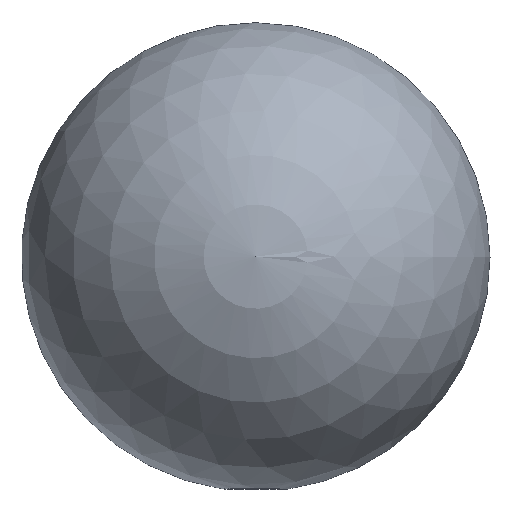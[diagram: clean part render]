
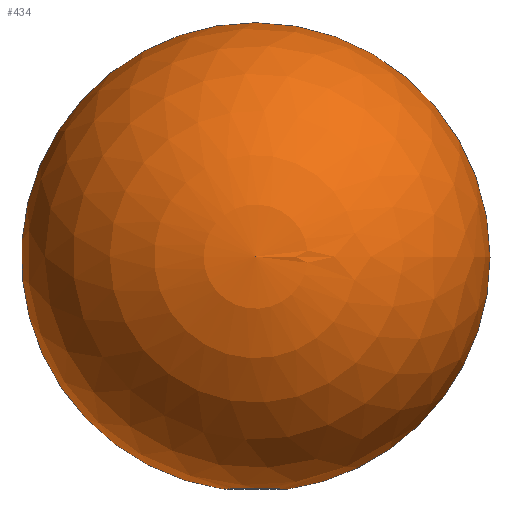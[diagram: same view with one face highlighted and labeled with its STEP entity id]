
A CAD part, top view. The second image highlights one B-rep face of the part: STEP entity #434.
In plain terms, the highlighted spherical face has radius 37.5 mm.
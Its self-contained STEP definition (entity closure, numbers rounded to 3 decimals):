
#51 = CIRCLE ( 'NONE', #165, 37.5 ) ;
#65 = CARTESIAN_POINT ( 'NONE',  ( -4.103, -37.093, 3.701 ) ) ;
#77 = CARTESIAN_POINT ( 'NONE',  ( -5.336, -37.112, 0.796 ) ) ;
#106 = CARTESIAN_POINT ( 'NONE',  ( -0.948, -37.088, 5.507 ) ) ;
#114 = EDGE_LOOP ( 'NONE', ( #1714, #1513, #293, #703, #138 ) ) ;
#138 = ORIENTED_EDGE ( 'NONE', *, *, #782, .T. ) ;
#165 = AXIS2_PLACEMENT_3D ( 'NONE', #1169, #1961, #981 ) ;
#186 = CARTESIAN_POINT ( 'NONE',  ( 1.791, -37.102, 5.19 ) ) ;
#213 = CARTESIAN_POINT ( 'NONE',  ( 4.537, -37.14, 2.532 ) ) ;
#284 = CARTESIAN_POINT ( 'NONE',  ( -3.536, -37.088, 4.267 ) ) ;
#293 = ORIENTED_EDGE ( 'NONE', *, *, #1883, .F. ) ;
#419 = CARTESIAN_POINT ( 'NONE',  ( -4.999, -37.104, 2.151 ) ) ;
#434 = ADVANCED_FACE ( 'NONE', ( #976 ), #2337, .T. ) ;
#578 = CARTESIAN_POINT ( 'NONE',  ( 0.517, -37.088, 5.517 ) ) ;
#585 = CARTESIAN_POINT ( 'NONE',  ( 4.664, -37.143, 2.235 ) ) ;
#639 = DIRECTION ( 'NONE',  ( -1., 0., 0. ) ) ;
#703 = ORIENTED_EDGE ( 'NONE', *, *, #716, .F. ) ;
#716 = EDGE_CURVE ( 'NONE', #2441, #1997, #1741, .T. ) ;
#728 = CARTESIAN_POINT ( 'NONE',  ( -3.536, -37.088, 4.267 ) ) ;
#754 = VERTEX_POINT ( 'NONE', #1196 ) ;
#775 = CARTESIAN_POINT ( 'NONE',  ( 4.863, -37.149, 1.619 ) ) ;
#782 = EDGE_CURVE ( 'NONE', #2441, #1899, #51, .T. ) ;
#790 = CARTESIAN_POINT ( 'NONE',  ( 5., -37.165, 0. ) ) ;
#844 = CARTESIAN_POINT ( 'NONE',  ( -5.182, -37.107, 1.58 ) ) ;
#846 = EDGE_CURVE ( 'NONE', #754, #1899, #865, .T. ) ;
#856 = CARTESIAN_POINT ( 'NONE',  ( -5.364, -37.114, 0.4 ) ) ;
#865 = CIRCLE ( 'NONE', #1772, 37.5 ) ;
#885 = CARTESIAN_POINT ( 'NONE',  ( -2.954, -37.088, 4.702 ) ) ;
#976 = FACE_OUTER_BOUND ( 'NONE', #114, .T. ) ;
#981 = DIRECTION ( 'NONE',  ( 1., 0., 0. ) ) ;
#995 = CARTESIAN_POINT ( 'NONE',  ( 3.398, -37.121, 4.103 ) ) ;
#1007 = CARTESIAN_POINT ( 'NONE',  ( 4.039, -37.13, 3.374 ) ) ;
#1010 = CARTESIAN_POINT ( 'NONE',  ( -3.836, -37.091, 3.998 ) ) ;
#1019 = CARTESIAN_POINT ( 'NONE',  ( 5.013, -37.159, 0.652 ) ) ;
#1025 = VERTEX_POINT ( 'NONE', #728 ) ;
#1151 = DIRECTION ( 'NONE',  ( 0., 0., -1. ) ) ;
#1169 = CARTESIAN_POINT ( 'NONE',  ( 0., 0., 0. ) ) ;
#1196 = CARTESIAN_POINT ( 'NONE',  ( -5.349, -37.117, 0. ) ) ;
#1209 = CARTESIAN_POINT ( 'NONE',  ( 2.898, -37.115, 4.524 ) ) ;
#1248 = EDGE_CURVE ( 'NONE', #1025, #754, #1864, .T. ) ;
#1250 = CARTESIAN_POINT ( 'NONE',  ( -4.571, -37.098, 3.048 ) ) ;
#1266 = CARTESIAN_POINT ( 'NONE',  ( -3.255, -37.088, 4.499 ) ) ;
#1370 = CARTESIAN_POINT ( 'NONE',  ( 1.163, -37.095, 5.413 ) ) ;
#1382 = CARTESIAN_POINT ( 'NONE',  ( 4.223, -37.133, 3.104 ) ) ;
#1401 = CARTESIAN_POINT ( 'NONE',  ( -3.536, -37.088, 4.267 ) ) ;
#1456 = DIRECTION ( 'NONE',  ( 0., 0., -1. ) ) ;
#1479 = CARTESIAN_POINT ( 'NONE',  ( -1.979, -37.088, 5.188 ) ) ;
#1513 = ORIENTED_EDGE ( 'NONE', *, *, #1248, .F. ) ;
#1566 = CARTESIAN_POINT ( 'NONE',  ( 5.022, -37.162, 0.327 ) ) ;
#1580 = CARTESIAN_POINT ( 'NONE',  ( 0.517, -37.088, 5.517 ) ) ;
#1625 = CARTESIAN_POINT ( 'NONE',  ( -4.766, -37.1, 2.699 ) ) ;
#1628 = B_SPLINE_CURVE_WITH_KNOTS ( 'NONE', 3,
 ( #2047, #1877, #106, #1479, #1634, #885, #1266, #284 ),
 .UNSPECIFIED., .F., .F.,
 ( 4, 2, 2, 4 ),
 ( 0., 0.002, 0.003, 0.004 ),
 .UNSPECIFIED. ) ;
#1634 = CARTESIAN_POINT ( 'NONE',  ( -2.314, -37.088, 5.048 ) ) ;
#1714 = ORIENTED_EDGE ( 'NONE', *, *, #846, .F. ) ;
#1741 = B_SPLINE_CURVE_WITH_KNOTS ( 'NONE', 3,
 ( #790, #1566, #1019, #2343, #775, #585, #213, #1382, #1007, #1782, #995, #1209, #2535, #186, #1370, #1580 ),
 .UNSPECIFIED., .F., .F.,
 ( 4, 2, 2, 2, 2, 2, 2, 4 ),
 ( 0., 0.001, 0.002, 0.003, 0.004, 0.005, 0.006, 0.008 ),
 .UNSPECIFIED. ) ;
#1761 = CARTESIAN_POINT ( 'NONE',  ( 0., 0., 0. ) ) ;
#1772 = AXIS2_PLACEMENT_3D ( 'NONE', #1819, #1456, #639 ) ;
#1782 = CARTESIAN_POINT ( 'NONE',  ( 3.628, -37.124, 3.872 ) ) ;
#1819 = CARTESIAN_POINT ( 'NONE',  ( 0., 0., 0. ) ) ;
#1864 = B_SPLINE_CURVE_WITH_KNOTS ( 'NONE', 3,
 ( #1401, #1010, #65, #1250, #1625, #419, #2020, #844, #2194, #77, #856, #2217 ),
 .UNSPECIFIED., .F., .F.,
 ( 4, 2, 2, 2, 2, 4 ),
 ( 0., 0.001, 0.002, 0.003, 0.004, 0.005 ),
 .UNSPECIFIED. ) ;
#1877 = CARTESIAN_POINT ( 'NONE',  ( -0.21, -37.088, 5.585 ) ) ;
#1883 = EDGE_CURVE ( 'NONE', #1997, #1025, #1628, .T. ) ;
#1899 = VERTEX_POINT ( 'NONE', #2454 ) ;
#1961 = DIRECTION ( 'NONE',  ( 0., 0., 1. ) ) ;
#1997 = VERTEX_POINT ( 'NONE', #578 ) ;
#2020 = CARTESIAN_POINT ( 'NONE',  ( -5.067, -37.105, 1.964 ) ) ;
#2047 = CARTESIAN_POINT ( 'NONE',  ( 0.517, -37.088, 5.517 ) ) ;
#2179 = AXIS2_PLACEMENT_3D ( 'NONE', #1761, #1151, #2322 ) ;
#2194 = CARTESIAN_POINT ( 'NONE',  ( -5.229, -37.108, 1.384 ) ) ;
#2217 = CARTESIAN_POINT ( 'NONE',  ( -5.349, -37.117, 0. ) ) ;
#2322 = DIRECTION ( 'NONE',  ( 1., 0., 0. ) ) ;
#2337 = SPHERICAL_SURFACE ( 'NONE', #2179, 37.5 ) ;
#2343 = CARTESIAN_POINT ( 'NONE',  ( 4.934, -37.153, 1.298 ) ) ;
#2344 = CARTESIAN_POINT ( 'NONE',  ( 5., -37.165, 0. ) ) ;
#2441 = VERTEX_POINT ( 'NONE', #2344 ) ;
#2454 = CARTESIAN_POINT ( 'NONE',  ( 0., 37.5, 0. ) ) ;
#2535 = CARTESIAN_POINT ( 'NONE',  ( 2.632, -37.111, 4.709 ) ) ;
